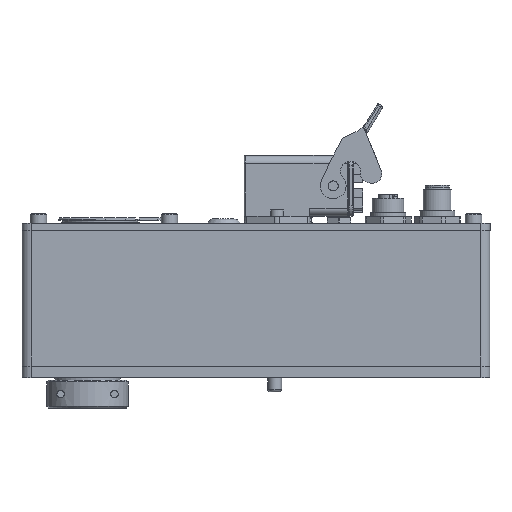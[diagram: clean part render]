
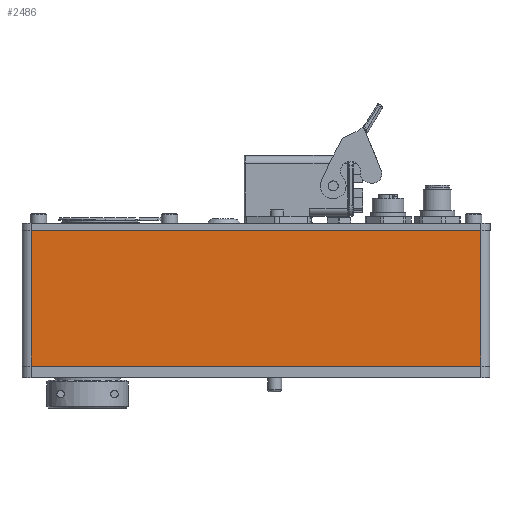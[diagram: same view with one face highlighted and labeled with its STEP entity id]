
A CAD part, front view. The second image highlights one B-rep face of the part: STEP entity #2486.
In plain terms, the highlighted planar face has unit normal (0, -1, 0).
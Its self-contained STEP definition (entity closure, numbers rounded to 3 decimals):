
#2316=CARTESIAN_POINT('',(196.0,0.0,0.0));
#2317=VERTEX_POINT('',#2316);
#2325=CARTESIAN_POINT('',(4.,0.0,0.0));
#2326=VERTEX_POINT('',#2325);
#2327=CARTESIAN_POINT('',(4.,0.0,0.0));
#2328=DIRECTION('',(1.0,0.0,0.0));
#2329=VECTOR('',#2328,192.);
#2330=LINE('',#2327,#2329);
#2331=EDGE_CURVE('',#2326,#2317,#2330,.T.);
#2438=CARTESIAN_POINT('',(196.0,0.0,58.));
#2439=VERTEX_POINT('',#2438);
#2447=CARTESIAN_POINT('',(196.0,0.0,58.));
#2448=DIRECTION('',(0.0,0.0,-1.0));
#2449=VECTOR('',#2448,58.);
#2450=LINE('',#2447,#2449);
#2451=EDGE_CURVE('',#2439,#2317,#2450,.T.);
#2463=CARTESIAN_POINT('',(200.0,0.0,0.0));
#2464=DIRECTION('',(0.0,-1.0,0.0));
#2465=DIRECTION('',(0.0,0.0,-1.0));
#2466=AXIS2_PLACEMENT_3D('',#2463,#2464,#2465);
#2467=PLANE('',#2466);
#2468=ORIENTED_EDGE('',*,*,#2451,.F.);
#2469=CARTESIAN_POINT('',(4.,0.0,58.));
#2470=VERTEX_POINT('',#2469);
#2471=CARTESIAN_POINT('',(196.0,0.0,58.));
#2472=DIRECTION('',(-1.0,0.0,0.0));
#2473=VECTOR('',#2472,192.);
#2474=LINE('',#2471,#2473);
#2475=EDGE_CURVE('',#2439,#2470,#2474,.T.);
#2476=ORIENTED_EDGE('',*,*,#2475,.T.);
#2477=CARTESIAN_POINT('',(4.,0.0,0.0));
#2478=DIRECTION('',(0.0,0.0,1.0));
#2479=VECTOR('',#2478,58.);
#2480=LINE('',#2477,#2479);
#2481=EDGE_CURVE('',#2326,#2470,#2480,.T.);
#2482=ORIENTED_EDGE('',*,*,#2481,.F.);
#2483=ORIENTED_EDGE('',*,*,#2331,.T.);
#2484=EDGE_LOOP('',(#2468,#2476,#2482,#2483));
#2485=FACE_OUTER_BOUND('',#2484,.T.);
#2486=ADVANCED_FACE('',(#2485),#2467,.T.);
